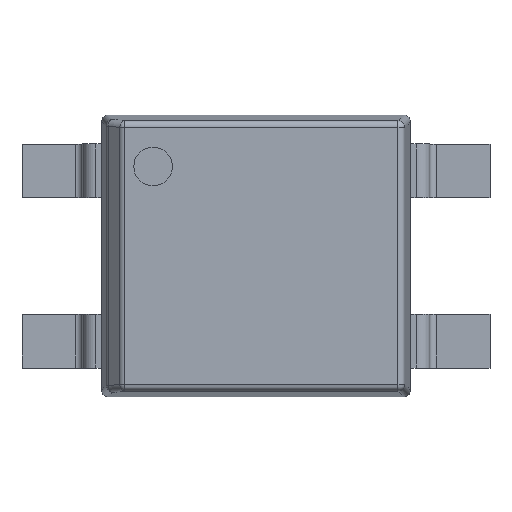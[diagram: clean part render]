
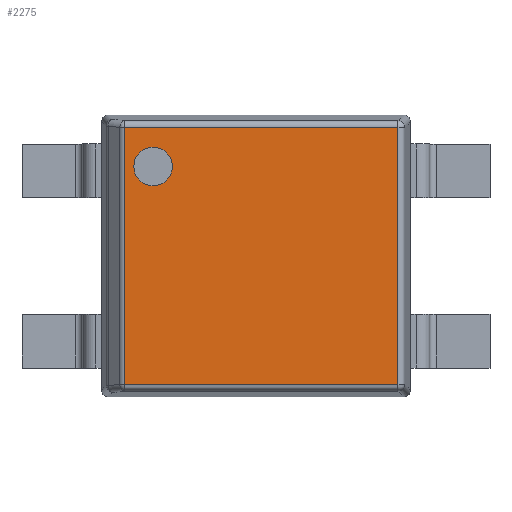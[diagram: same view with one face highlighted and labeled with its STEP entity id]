
A CAD part, top view. The second image highlights one B-rep face of the part: STEP entity #2275.
In plain terms, the highlighted planar face has unit normal (0, 0, 1).
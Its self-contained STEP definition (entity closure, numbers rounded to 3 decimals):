
#2069 = VERTEX_POINT('',#2070);
#2070 = CARTESIAN_POINT('',(4.415,0.185,2.));
#2077 = EDGE_CURVE('',#2078,#2069,#2080,.T.);
#2078 = VERTEX_POINT('',#2079);
#2079 = CARTESIAN_POINT('',(0.341,0.185,2.));
#2080 = LINE('',#2081,#2082);
#2081 = CARTESIAN_POINT('',(0.3,0.185,2.));
#2082 = VECTOR('',#2083,1.);
#2083 = DIRECTION('',(1.,0.,0.));
#2152 = VERTEX_POINT('',#2153);
#2153 = CARTESIAN_POINT('',(0.341,4.015,2.));
#2160 = EDGE_CURVE('',#2152,#2161,#2163,.T.);
#2161 = VERTEX_POINT('',#2162);
#2162 = CARTESIAN_POINT('',(4.415,4.015,2.));
#2163 = LINE('',#2164,#2165);
#2164 = CARTESIAN_POINT('',(0.3,4.015,2.));
#2165 = VECTOR('',#2166,1.);
#2166 = DIRECTION('',(1.,0.,0.));
#2190 = EDGE_CURVE('',#2069,#2161,#2191,.T.);
#2191 = LINE('',#2192,#2193);
#2192 = CARTESIAN_POINT('',(4.415,0.095,2.));
#2193 = VECTOR('',#2194,1.);
#2194 = DIRECTION('',(0.,1.,0.));
#2275 = ADVANCED_FACE('',(#2276,#2287),#2298,.T.);
#2276 = FACE_BOUND('',#2277,.T.);
#2277 = EDGE_LOOP('',(#2278,#2279,#2285,#2286));
#2278 = ORIENTED_EDGE('',*,*,#2160,.F.);
#2279 = ORIENTED_EDGE('',*,*,#2280,.F.);
#2280 = EDGE_CURVE('',#2078,#2152,#2281,.T.);
#2281 = LINE('',#2282,#2283);
#2282 = CARTESIAN_POINT('',(0.341,0.095,2.));
#2283 = VECTOR('',#2284,1.);
#2284 = DIRECTION('',(0.,1.,0.));
#2285 = ORIENTED_EDGE('',*,*,#2077,.T.);
#2286 = ORIENTED_EDGE('',*,*,#2190,.T.);
#2287 = FACE_BOUND('',#2288,.T.);
#2288 = EDGE_LOOP('',(#2289));
#2289 = ORIENTED_EDGE('',*,*,#2290,.F.);
#2290 = EDGE_CURVE('',#2291,#2291,#2293,.T.);
#2291 = VERTEX_POINT('',#2292);
#2292 = CARTESIAN_POINT('',(1.054,3.433,2.));
#2293 = CIRCLE('',#2294,0.288);
#2294 = AXIS2_PLACEMENT_3D('',#2295,#2296,#2297);
#2295 = CARTESIAN_POINT('',(0.767,3.433,2.));
#2296 = DIRECTION('',(0.,0.,1.));
#2297 = DIRECTION('',(1.,0.,0.));
#2298 = PLANE('',#2299);
#2299 = AXIS2_PLACEMENT_3D('',#2300,#2301,#2302);
#2300 = CARTESIAN_POINT('',(0.,0.,2.));
#2301 = DIRECTION('',(0.,0.,1.));
#2302 = DIRECTION('',(1.,0.,0.));
